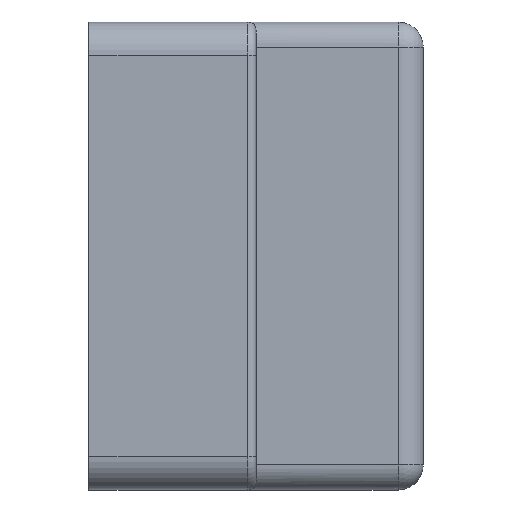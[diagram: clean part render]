
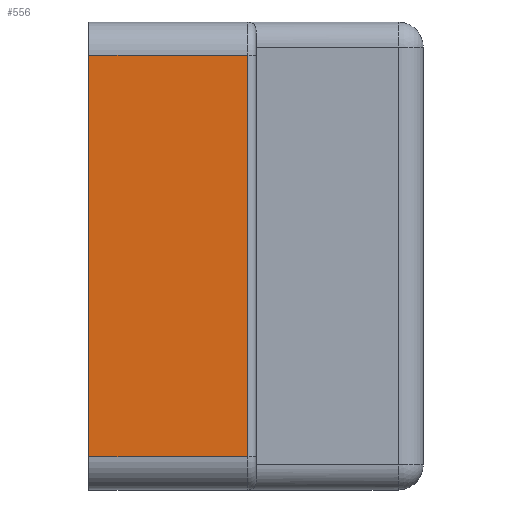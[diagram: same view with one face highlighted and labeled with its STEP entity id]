
A CAD part, left-side view. The second image highlights one B-rep face of the part: STEP entity #556.
In plain terms, the highlighted planar face has unit normal (-1, 0, 0).
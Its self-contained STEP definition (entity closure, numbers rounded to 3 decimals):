
#556=ADVANCED_FACE('NONE',(#1492),#1493,.F.);
#1492=FACE_OUTER_BOUND('',#2855,.T.);
#1493=PLANE('',#2856);
#2855=EDGE_LOOP('',(#7735,#7736,#7737,#7738));
#2856=AXIS2_PLACEMENT_3D('',#7739,#7740,#7741);
#7735=ORIENTED_EDGE('',*,*,#11339,.T.);
#7736=ORIENTED_EDGE('',*,*,#11340,.T.);
#7737=ORIENTED_EDGE('',*,*,#11341,.T.);
#7738=ORIENTED_EDGE('',*,*,#11234,.F.);
#7739=CARTESIAN_POINT('',(-24.0,0.,-14.0));
#7740=DIRECTION('',(1.0,0.,0.));
#7741=DIRECTION('',(0.,0.,-1.0));
#11234=EDGE_CURVE('NONE',#12738,#12740,#12741,.T.);
#11339=EDGE_CURVE('NONE',#12738,#12914,#12915,.T.);
#11340=EDGE_CURVE('NONE',#12914,#12916,#12917,.T.);
#11341=EDGE_CURVE('NONE',#12916,#12740,#12918,.T.);
#12738=VERTEX_POINT('NONE',#14831);
#12740=VERTEX_POINT('NONE',#14833);
#12741=LINE('',#14834,#14835);
#12914=VERTEX_POINT('NONE',#15084);
#12915=LINE('',#15085,#15086);
#12916=VERTEX_POINT('NONE',#15087);
#12917=LINE('',#15088,#15089);
#12918=LINE('',#15090,#15091);
#14831=CARTESIAN_POINT('',(-24.0,0.,-12.0));
#14833=CARTESIAN_POINT('',(-24.0,0.,12.0));
#14834=CARTESIAN_POINT('',(-24.0,0.,-14.0));
#14835=VECTOR('',#18395,1000.0);
#15084=CARTESIAN_POINT('',(-24.0,-9.5,-12.0));
#15085=CARTESIAN_POINT('',(-24.0,0.,-12.0));
#15086=VECTOR('',#18517,1000.0);
#15087=CARTESIAN_POINT('',(-24.0,-9.5,12.0));
#15088=CARTESIAN_POINT('',(-24.0,-9.5,-14.0));
#15089=VECTOR('',#18518,1000.0);
#15090=CARTESIAN_POINT('',(-24.0,0.,12.0));
#15091=VECTOR('',#18519,1000.0);
#18395=DIRECTION('',(0.,0.,1.0));
#18517=DIRECTION('',(0.,-1.0,0.));
#18518=DIRECTION('',(0.,0.,1.0));
#18519=DIRECTION('',(0.,1.0,0.));
